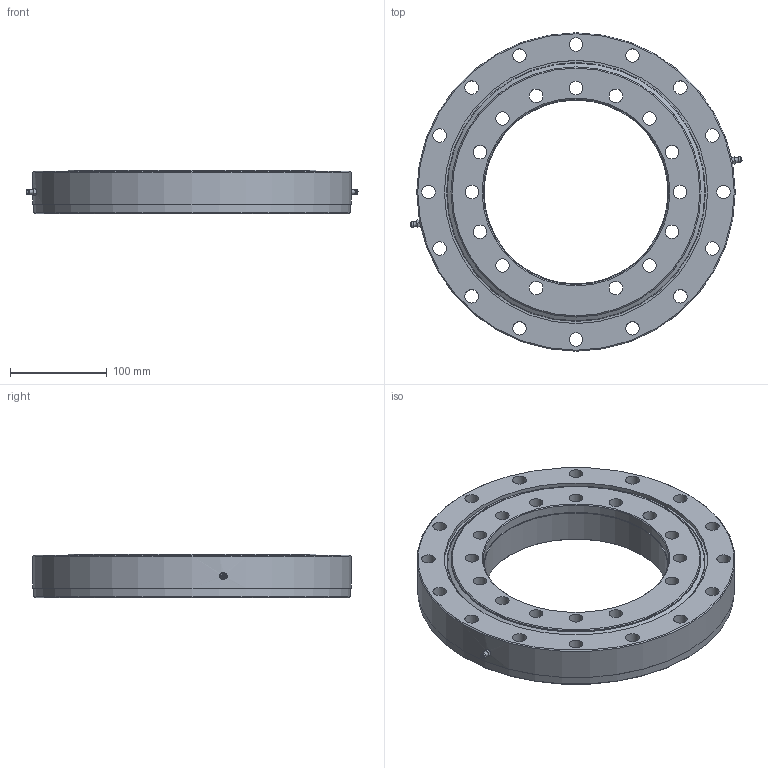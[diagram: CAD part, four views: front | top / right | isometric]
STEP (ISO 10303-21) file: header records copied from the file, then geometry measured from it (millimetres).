
FILE_DESCRIPTION (( 'STEP AP214' ), '1' );
FILE_NAME ('SD.329.20.00.D.1.STEP', '2017-03-15T12:22:27', ( '' ), ( '' ), 'SwSTEP 2.0', 'SolidWorks 2015', '' );
FILE_SCHEMA (( 'AUTOMOTIVE_DESIGN' ));
Length unit declared in the file: millimetre
Products named in the file (7): A.329.B20B.A1N.1 - OR; A.329.B20B.A1N.1 - IR; A.329.B20B.A1N.1 - OR Seal; Grease nipple M6x1mm; Ball D20; A.329.B20B.A1N.1 - IR Seal; SD.329.20.00.D.1
Assembly tree (41 placements, depth 2):
  SD.329.20.00.D.1
    A.329.B20B.A1N.1 - IR
    A.329.B20B.A1N.1 - OR
    Ball D20  x35
    A.329.B20B.A1N.1 - IR Seal
    Grease nipple M6x1mm  x2
    A.329.B20B.A1N.1 - OR Seal
Bounding box: 343.07 x 329 x 45 mm (x, y, z)
Volume: 2067051.8 mm3; surface area: 403829.3 mm2
Topology: 41 solids, 41 shells, 182 faces, 427 edges, 271 vertices
Faces by surface type: cylinder 55, cone 42, plane 38, sphere 35, torus 12
Full cylindrical faces by diameter (mm): 2.5 x2, 3 x2, 5 x2, 6 x2, 14 x31, 190 x1, 192 x1, 248 x1, 251 x1, 251.5 x1, 258 x3, 262 x3, 268.5 x2, 272 x1, 327 x1, 329 x1
Entity records: 3850 total; most frequent: CARTESIAN_POINT 797, DIRECTION 620, ORIENTED_EDGE 352, AXIS2_PLACEMENT_3D 307, EDGE_LOOP 288, FACE_OUTER_BOUND 183, EDGE_CURVE 176, VERTEX_POINT 158
